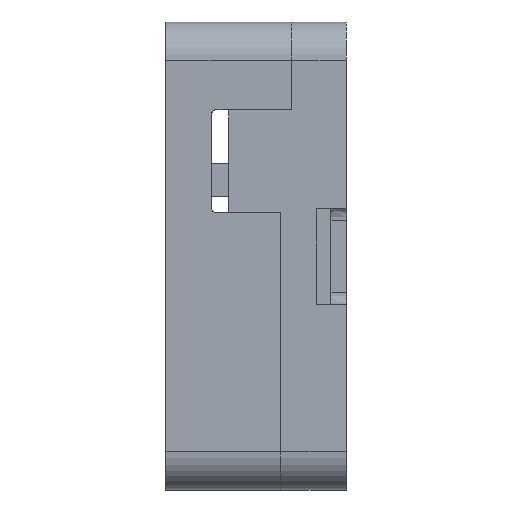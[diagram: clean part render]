
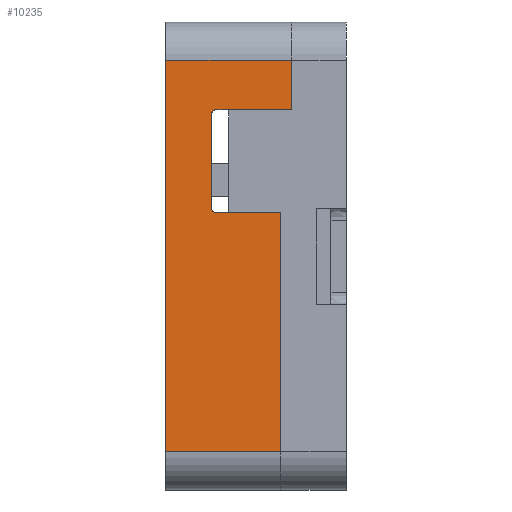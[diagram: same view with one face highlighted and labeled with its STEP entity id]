
A CAD part, left-side view. The second image highlights one B-rep face of the part: STEP entity #10235.
In plain terms, the highlighted planar face has unit normal (-1, 0, 0).
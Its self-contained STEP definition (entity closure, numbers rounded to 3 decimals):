
#198 = ORIENTED_EDGE ( 'NONE', *, *, #18825, .T. ) ;
#388 = VERTEX_POINT ( 'NONE', #461 ) ;
#461 = CARTESIAN_POINT ( 'NONE',  ( -49.01, 10.6, 19.033 ) ) ;
#524 = EDGE_CURVE ( 'NONE', #9381, #388, #3752, .T. ) ;
#616 = EDGE_CURVE ( 'NONE', #10921, #17623, #13983, .T. ) ;
#648 = CARTESIAN_POINT ( 'NONE',  ( -49.01, 12.78, 18.589 ) ) ;
#1163 = LINE ( 'NONE', #3984, #10832 ) ;
#1298 = EDGE_CURVE ( 'NONE', #8677, #6833, #17406, .T. ) ;
#1307 = CARTESIAN_POINT ( 'NONE',  ( -49.01, 12.33, 5.689 ) ) ;
#1424 = CARTESIAN_POINT ( 'NONE',  ( -49.01, 12.78, 6.081 ) ) ;
#1579 = ORIENTED_EDGE ( 'NONE', *, *, #8486, .T. ) ;
#1635 = VECTOR ( 'NONE', #6840, 1000. ) ;
#2015 = ORIENTED_EDGE ( 'NONE', *, *, #524, .T. ) ;
#2560 = ORIENTED_EDGE ( 'NONE', *, *, #18427, .F. ) ;
#2604 = ORIENTED_EDGE ( 'NONE', *, *, #9666, .T. ) ;
#2932 = CARTESIAN_POINT ( 'NONE',  ( -49.01, 129.95, -30.5 ) ) ;
#3456 = CARTESIAN_POINT ( 'NONE',  ( -49.01, 12.403, 19.033 ) ) ;
#3752 = LINE ( 'NONE', #12451, #19074 ) ;
#3769 = LINE ( 'NONE', #5422, #8951 ) ;
#3984 = CARTESIAN_POINT ( 'NONE',  ( -49.01, 129.95, -25.5 ) ) ;
#4014 = CARTESIAN_POINT ( 'NONE',  ( -49.01, 3.8, -25.5 ) ) ;
#4072 = DIRECTION ( 'NONE',  ( 0., 0., -1. ) ) ;
#4187 = VECTOR ( 'NONE', #10455, 1000. ) ;
#4319 = ORIENTED_EDGE ( 'NONE', *, *, #18170, .T. ) ;
#4814 = CARTESIAN_POINT ( 'NONE',  ( -49.01, 12.455, 19.025 ) ) ;
#5156 = DIRECTION ( 'NONE',  ( 0., 1., 0. ) ) ;
#5203 = CARTESIAN_POINT ( 'NONE',  ( -49.01, 12.68, 18.886 ) ) ;
#5422 = CARTESIAN_POINT ( 'NONE',  ( -49.01, 12.78, 0. ) ) ;
#5612 = CARTESIAN_POINT ( 'NONE',  ( -49.01, 12.389, 5.689 ) ) ;
#5701 = CARTESIAN_POINT ( 'NONE',  ( -49.01, 2.38, -30.5 ) ) ;
#5750 = DIRECTION ( 'NONE',  ( 1., 0., 0. ) ) ;
#5849 = CARTESIAN_POINT ( 'NONE',  ( -49.01, 2.38, 19.033 ) ) ;
#6117 = FACE_OUTER_BOUND ( 'NONE', #7205, .T. ) ;
#6833 = VERTEX_POINT ( 'NONE', #16716 ) ;
#6840 = DIRECTION ( 'NONE',  ( 0., 1., 0. ) ) ;
#7050 = CARTESIAN_POINT ( 'NONE',  ( -49.01, 12.403, 19.033 ) ) ;
#7151 = CARTESIAN_POINT ( 'NONE',  ( -49.01, 12.33, 5.689 ) ) ;
#7205 = EDGE_LOOP ( 'NONE', ( #10068, #1579, #18600, #15793, #8193, #4319, #8411, #198, #2604, #2015, #2560 ) ) ;
#8093 = CARTESIAN_POINT ( 'NONE',  ( -49.01, 12.78, 18.642 ) ) ;
#8193 = ORIENTED_EDGE ( 'NONE', *, *, #17347, .F. ) ;
#8197 = DIRECTION ( 'NONE',  ( 0., 0., -1. ) ) ;
#8290 = DIRECTION ( 'NONE',  ( 0., -1., 0. ) ) ;
#8378 = CARTESIAN_POINT ( 'NONE',  ( -49.01, 129.95, 25.5 ) ) ;
#8411 = ORIENTED_EDGE ( 'NONE', *, *, #1298, .T. ) ;
#8486 = EDGE_CURVE ( 'NONE', #12738, #10921, #15613, .T. ) ;
#8514 = LINE ( 'NONE', #15938, #16481 ) ;
#8677 = VERTEX_POINT ( 'NONE', #1307 ) ;
#8685 = CARTESIAN_POINT ( 'NONE',  ( -49.01, 12.507, 5.713 ) ) ;
#8820 = PLANE ( 'NONE',  #15371 ) ;
#8951 = VECTOR ( 'NONE', #15545, 1000. ) ;
#9381 = VERTEX_POINT ( 'NONE', #7050 ) ;
#9401 = EDGE_CURVE ( 'NONE', #12738, #11449, #17276, .T. ) ;
#9635 = CARTESIAN_POINT ( 'NONE',  ( -49.01, 3.8, 5.689 ) ) ;
#9666 = EDGE_CURVE ( 'NONE', #18018, #9381, #10893, .T. ) ;
#9872 = VECTOR ( 'NONE', #5156, 1000. ) ;
#9965 = LINE ( 'NONE', #18375, #9872 ) ;
#10068 = ORIENTED_EDGE ( 'NONE', *, *, #9401, .F. ) ;
#10235 = ADVANCED_FACE ( 'NONE', ( #6117 ), #8820, .F. ) ;
#10433 = VECTOR ( 'NONE', #8197, 1000. ) ;
#10455 = DIRECTION ( 'NONE',  ( 0., 1., 0. ) ) ;
#10694 = CARTESIAN_POINT ( 'NONE',  ( -49.01, 12.761, 18.747 ) ) ;
#10807 = VERTEX_POINT ( 'NONE', #9635 ) ;
#10832 = VECTOR ( 'NONE', #17297, 1000. ) ;
#10893 = B_SPLINE_CURVE_WITH_KNOTS ( 'NONE', 3,
 ( #648, #8093, #10694, #5203, #16678, #4814, #3456 ),
 .UNSPECIFIED., .F., .F.,
 ( 4, 1, 1, 1, 4 ),
 ( -1.408, -1.056, -0.704, -0.352, 0. ),
 .UNSPECIFIED. ) ;
#10921 = VERTEX_POINT ( 'NONE', #18999 ) ;
#11333 = VERTEX_POINT ( 'NONE', #4014 ) ;
#11449 = VERTEX_POINT ( 'NONE', #5849 ) ;
#12451 = CARTESIAN_POINT ( 'NONE',  ( -49.01, 0., 19.033 ) ) ;
#12738 = VERTEX_POINT ( 'NONE', #15284 ) ;
#12882 = VECTOR ( 'NONE', #12939, 1000. ) ;
#12939 = DIRECTION ( 'NONE',  ( 0., 0., -1. ) ) ;
#13360 = LINE ( 'NONE', #16061, #4187 ) ;
#13983 = LINE ( 'NONE', #18432, #10433 ) ;
#14665 = CARTESIAN_POINT ( 'NONE',  ( -49.01, 12.757, 5.962 ) ) ;
#15284 = CARTESIAN_POINT ( 'NONE',  ( -49.01, 2.38, 25.5 ) ) ;
#15371 = AXIS2_PLACEMENT_3D ( 'NONE', #2932, #5750, #16245 ) ;
#15545 = DIRECTION ( 'NONE',  ( 0., 0., 1. ) ) ;
#15613 = LINE ( 'NONE', #8378, #1635 ) ;
#15733 = CARTESIAN_POINT ( 'NONE',  ( -49.01, 18.8, -25.5 ) ) ;
#15793 = ORIENTED_EDGE ( 'NONE', *, *, #18416, .T. ) ;
#15938 = CARTESIAN_POINT ( 'NONE',  ( -49.01, 3.8, -30.5 ) ) ;
#16061 = CARTESIAN_POINT ( 'NONE',  ( -49.01, 0., 5.689 ) ) ;
#16245 = DIRECTION ( 'NONE',  ( 0., 0., -1. ) ) ;
#16479 = CARTESIAN_POINT ( 'NONE',  ( -49.01, 12.78, 6.139 ) ) ;
#16481 = VECTOR ( 'NONE', #4072, 1000. ) ;
#16678 = CARTESIAN_POINT ( 'NONE',  ( -49.01, 12.556, 18.989 ) ) ;
#16716 = CARTESIAN_POINT ( 'NONE',  ( -49.01, 12.78, 6.139 ) ) ;
#17276 = LINE ( 'NONE', #5701, #12882 ) ;
#17297 = DIRECTION ( 'NONE',  ( 0., -1., 0. ) ) ;
#17347 = EDGE_CURVE ( 'NONE', #10807, #11333, #8514, .T. ) ;
#17406 = B_SPLINE_CURVE_WITH_KNOTS ( 'NONE', 3,
 ( #7151, #5612, #8685, #17656, #14665, #1424, #16479 ),
 .UNSPECIFIED., .F., .F.,
 ( 4, 1, 1, 1, 4 ),
 ( 0., 0.393, 0.785, 1.178, 1.571 ),
 .UNSPECIFIED. ) ;
#17623 = VERTEX_POINT ( 'NONE', #15733 ) ;
#17656 = CARTESIAN_POINT ( 'NONE',  ( -49.01, 12.656, 5.813 ) ) ;
#18018 = VERTEX_POINT ( 'NONE', #18775 ) ;
#18170 = EDGE_CURVE ( 'NONE', #10807, #8677, #13360, .T. ) ;
#18375 = CARTESIAN_POINT ( 'NONE',  ( -49.01, 129.95, 19.033 ) ) ;
#18416 = EDGE_CURVE ( 'NONE', #17623, #11333, #1163, .T. ) ;
#18427 = EDGE_CURVE ( 'NONE', #11449, #388, #9965, .T. ) ;
#18432 = CARTESIAN_POINT ( 'NONE',  ( -49.01, 18.8, -5.25 ) ) ;
#18600 = ORIENTED_EDGE ( 'NONE', *, *, #616, .T. ) ;
#18775 = CARTESIAN_POINT ( 'NONE',  ( -49.01, 12.78, 18.589 ) ) ;
#18825 = EDGE_CURVE ( 'NONE', #6833, #18018, #3769, .T. ) ;
#18999 = CARTESIAN_POINT ( 'NONE',  ( -49.01, 18.8, 25.5 ) ) ;
#19074 = VECTOR ( 'NONE', #8290, 1000. ) ;
